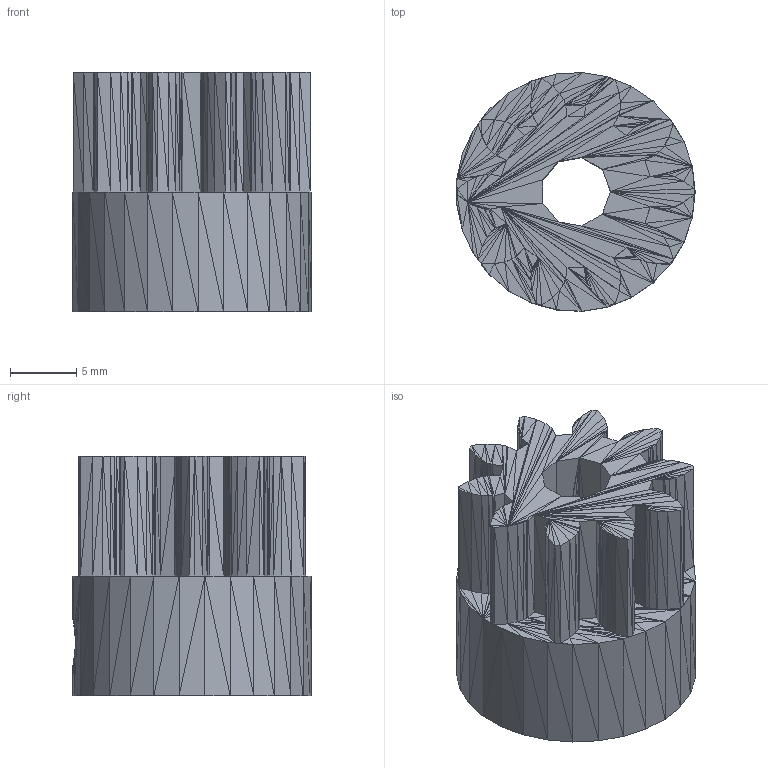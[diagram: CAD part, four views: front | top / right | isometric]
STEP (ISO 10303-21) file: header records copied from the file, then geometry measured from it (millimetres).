
FILE_DESCRIPTION(('FreeCAD Model'),'2;1');
FILE_NAME('wade-small.stp', '2011-11-21T21:53:31',('FreeCAD'),('FreeCAD'), 'Open CASCADE STEP processor 6.3','FreeCAD','Unknown');
FILE_SCHEMA(('AUTOMOTIVE_DESIGN_CC2 { 1 2 10303 214 -1 1 5 4 }'));
Length unit declared in the file: millimetre
Products named in the file (1): Open CASCADE STEP translator 6.3 14
Bounding box: 17.95 x 17.97 x 18 mm (x, y, z)
Volume: 3269.3 mm3; surface area: 2189 mm2
Topology: 1 solids, 1 shells, 905 faces, 1359 edges, 450 vertices
Faces by surface type: plane 905
Entity records: 33976 total; most frequent: CARTESIAN_POINT 6795, DIRECTION 4527, ORIENTED_EDGE 2718, PCURVE 2718, DEFINITIONAL_REPRESENTATION 2718, LINE 2715, VECTOR 2715, B_SPLINE_CURVE_WITH_KNOTS 1362
